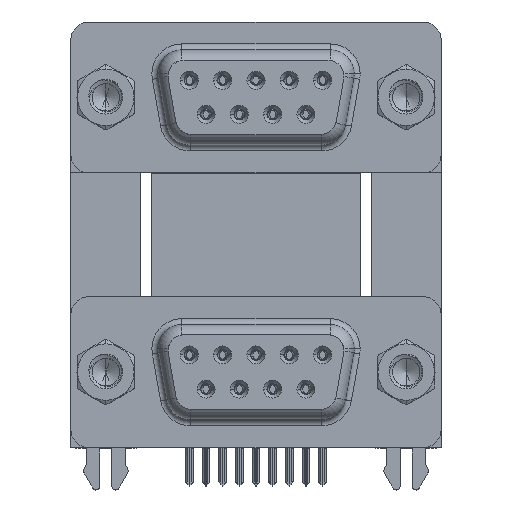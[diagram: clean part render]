
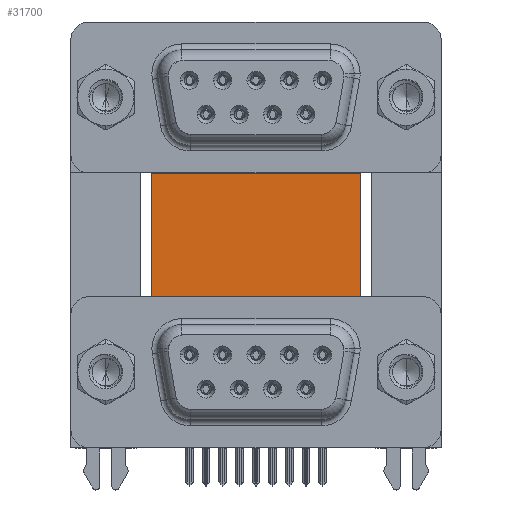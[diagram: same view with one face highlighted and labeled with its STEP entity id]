
A CAD part, top view. The second image highlights one B-rep face of the part: STEP entity #31700.
In plain terms, the highlighted planar face has unit normal (0, 0, 1).
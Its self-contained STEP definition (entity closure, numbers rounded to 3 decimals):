
#79 = VERTEX_POINT ( 'NONE', #8838 ) ;
#665 = LINE ( 'NONE', #30472, #25285 ) ;
#1748 = VECTOR ( 'NONE', #24709, 1000. ) ;
#1846 = VERTEX_POINT ( 'NONE', #30665 ) ;
#1887 = CARTESIAN_POINT ( 'NONE',  ( 22.09, -4.635, -12. ) ) ;
#2214 = ORIENTED_EDGE ( 'NONE', *, *, #23085, .T. ) ;
#3438 = EDGE_CURVE ( 'NONE', #30365, #44041, #37869, .T. ) ;
#3488 = EDGE_CURVE ( 'NONE', #48542, #38247, #15936, .T. ) ;
#4119 = DIRECTION ( 'NONE',  ( 1., 0., 0. ) ) ;
#4564 = LINE ( 'NONE', #8512, #9283 ) ;
#4705 = CARTESIAN_POINT ( 'NONE',  ( 21.2, 16.585, -12. ) ) ;
#4812 = EDGE_CURVE ( 'NONE', #30552, #33013, #4564, .T. ) ;
#5599 = CARTESIAN_POINT ( 'NONE',  ( 22.09, -4.635, -12. ) ) ;
#5756 = EDGE_CURVE ( 'NONE', #79, #43151, #45664, .T. ) ;
#6283 = CARTESIAN_POINT ( 'NONE',  ( 3.79, 16.585, -12. ) ) ;
#6370 = ORIENTED_EDGE ( 'NONE', *, *, #46324, .T. ) ;
#7831 = CARTESIAN_POINT ( 'NONE',  ( 22.09, -3.735, -12. ) ) ;
#8186 = AXIS2_PLACEMENT_3D ( 'NONE', #19155, #46283, #30969 ) ;
#8512 = CARTESIAN_POINT ( 'NONE',  ( 22.09, -3.735, -12. ) ) ;
#8838 = CARTESIAN_POINT ( 'NONE',  ( 2.9, -4.635, -12. ) ) ;
#9079 = VECTOR ( 'NONE', #38845, 1000. ) ;
#9283 = VECTOR ( 'NONE', #11939, 1000. ) ;
#9619 = CARTESIAN_POINT ( 'NONE',  ( 3.79, 16.585, -12. ) ) ;
#9883 = DIRECTION ( 'NONE',  ( 0., -1., 0. ) ) ;
#11179 = LINE ( 'NONE', #33368, #24258 ) ;
#11241 = VERTEX_POINT ( 'NONE', #37690 ) ;
#11939 = DIRECTION ( 'NONE',  ( 0., -1., 0. ) ) ;
#12179 = EDGE_CURVE ( 'NONE', #48542, #30365, #21197, .T. ) ;
#13150 = ORIENTED_EDGE ( 'NONE', *, *, #12179, .T. ) ;
#15936 = LINE ( 'NONE', #30972, #21663 ) ;
#16110 = VECTOR ( 'NONE', #38789, 1000. ) ;
#17809 = VECTOR ( 'NONE', #9883, 1000. ) ;
#19155 = CARTESIAN_POINT ( 'NONE',  ( 3.79, 16.585, -12. ) ) ;
#20147 = EDGE_CURVE ( 'NONE', #33013, #11241, #24299, .T. ) ;
#20318 = ORIENTED_EDGE ( 'NONE', *, *, #33243, .F. ) ;
#21197 = LINE ( 'NONE', #9619, #17809 ) ;
#21663 = VECTOR ( 'NONE', #4119, 1000. ) ;
#22035 = ORIENTED_EDGE ( 'NONE', *, *, #5756, .T. ) ;
#22330 = CARTESIAN_POINT ( 'NONE',  ( 2.9, -3.735, -12. ) ) ;
#22807 = DIRECTION ( 'NONE',  ( -0.336, 0.942, 0. ) ) ;
#23085 = EDGE_CURVE ( 'NONE', #11241, #1846, #665, .T. ) ;
#23323 = ORIENTED_EDGE ( 'NONE', *, *, #3488, .F. ) ;
#23735 = LINE ( 'NONE', #34129, #16110 ) ;
#23792 = CARTESIAN_POINT ( 'NONE',  ( 2.4, -4.635, -12. ) ) ;
#24258 = VECTOR ( 'NONE', #33109, 1000. ) ;
#24299 = LINE ( 'NONE', #5599, #25411 ) ;
#24709 = DIRECTION ( 'NONE',  ( 1., 0., 0. ) ) ;
#25285 = VECTOR ( 'NONE', #22807, 1000. ) ;
#25411 = VECTOR ( 'NONE', #35419, 1000. ) ;
#26993 = EDGE_CURVE ( 'NONE', #43151, #30552, #11179, .T. ) ;
#27043 = VECTOR ( 'NONE', #31552, 1000. ) ;
#28511 = CARTESIAN_POINT ( 'NONE',  ( 3.79, -0.735, -12. ) ) ;
#30365 = VERTEX_POINT ( 'NONE', #28511 ) ;
#30472 = CARTESIAN_POINT ( 'NONE',  ( 22.59, -4.635, -12. ) ) ;
#30552 = VERTEX_POINT ( 'NONE', #7831 ) ;
#30665 = CARTESIAN_POINT ( 'NONE',  ( 21.2, -0.735, -12. ) ) ;
#30969 = DIRECTION ( 'NONE',  ( -1., 0., 0. ) ) ;
#30972 = CARTESIAN_POINT ( 'NONE',  ( 3.79, 16.585, -12. ) ) ;
#31436 = PLANE ( 'NONE',  #8186 ) ;
#31552 = DIRECTION ( 'NONE',  ( 0., 1., 0. ) ) ;
#31653 = ORIENTED_EDGE ( 'NONE', *, *, #26993, .T. ) ;
#31700 = ADVANCED_FACE ( 'NONE', ( #34664 ), #31436, .F. ) ;
#32613 = LINE ( 'NONE', #47428, #1748 ) ;
#33013 = VERTEX_POINT ( 'NONE', #1887 ) ;
#33109 = DIRECTION ( 'NONE',  ( 1., 0., 0. ) ) ;
#33243 = EDGE_CURVE ( 'NONE', #38247, #1846, #23735, .T. ) ;
#33368 = CARTESIAN_POINT ( 'NONE',  ( 3.79, -3.735, -12. ) ) ;
#33433 = EDGE_LOOP ( 'NONE', ( #31653, #36841, #46388, #2214, #20318, #23323, #13150, #40218, #6370, #22035 ) ) ;
#34129 = CARTESIAN_POINT ( 'NONE',  ( 21.2, 16.585, -12. ) ) ;
#34664 = FACE_OUTER_BOUND ( 'NONE', #33433, .T. ) ;
#35419 = DIRECTION ( 'NONE',  ( 1., 0., 0. ) ) ;
#36841 = ORIENTED_EDGE ( 'NONE', *, *, #4812, .T. ) ;
#37690 = CARTESIAN_POINT ( 'NONE',  ( 22.59, -4.635, -12. ) ) ;
#37869 = LINE ( 'NONE', #23792, #9079 ) ;
#38247 = VERTEX_POINT ( 'NONE', #4705 ) ;
#38789 = DIRECTION ( 'NONE',  ( 0., -1., 0. ) ) ;
#38845 = DIRECTION ( 'NONE',  ( -0.336, -0.942, 0. ) ) ;
#40218 = ORIENTED_EDGE ( 'NONE', *, *, #3438, .T. ) ;
#41705 = CARTESIAN_POINT ( 'NONE',  ( 2.9, -3.735, -12. ) ) ;
#43151 = VERTEX_POINT ( 'NONE', #22330 ) ;
#44041 = VERTEX_POINT ( 'NONE', #47787 ) ;
#45664 = LINE ( 'NONE', #41705, #27043 ) ;
#46283 = DIRECTION ( 'NONE',  ( 0., 0., -1. ) ) ;
#46324 = EDGE_CURVE ( 'NONE', #44041, #79, #32613, .T. ) ;
#46388 = ORIENTED_EDGE ( 'NONE', *, *, #20147, .T. ) ;
#47428 = CARTESIAN_POINT ( 'NONE',  ( 2.9, -4.635, -12. ) ) ;
#47787 = CARTESIAN_POINT ( 'NONE',  ( 2.4, -4.635, -12. ) ) ;
#48542 = VERTEX_POINT ( 'NONE', #6283 ) ;
